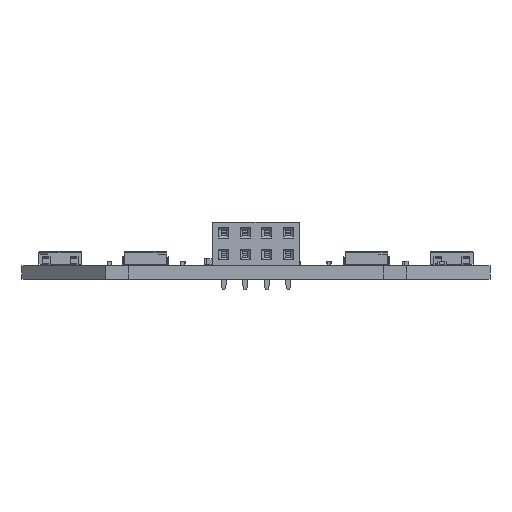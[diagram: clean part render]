
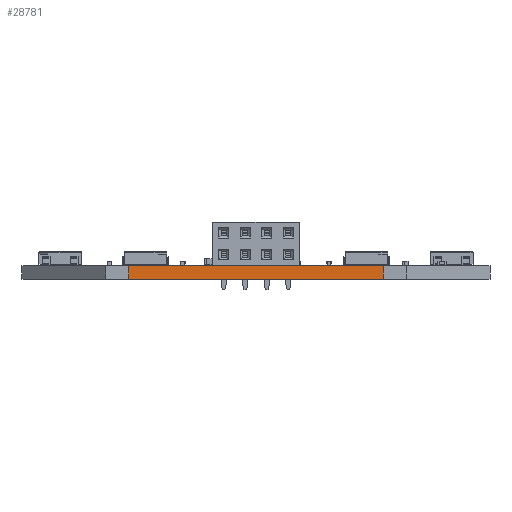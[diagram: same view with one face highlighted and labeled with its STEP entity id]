
A CAD part, front view. The second image highlights one B-rep face of the part: STEP entity #28781.
In plain terms, the highlighted planar face has unit normal (0, -1, 0).
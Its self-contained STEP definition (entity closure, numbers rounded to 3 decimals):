
#28781 = ADVANCED_FACE('',(#28782),#28796,.F.);
#28782 = FACE_BOUND('',#28783,.F.);
#28783 = EDGE_LOOP('',(#28784,#28819,#28847,#28875));
#28784 = ORIENTED_EDGE('',*,*,#28785,.T.);
#28785 = EDGE_CURVE('',#28786,#28788,#28790,.T.);
#28786 = VERTEX_POINT('',#28787);
#28787 = CARTESIAN_POINT('',(-15.,-81.631,0.));
#28788 = VERTEX_POINT('',#28789);
#28789 = CARTESIAN_POINT('',(-15.,-81.631,1.6));
#28790 = SURFACE_CURVE('',#28791,(#28795,#28807),.PCURVE_S1.);
#28791 = LINE('',#28792,#28793);
#28792 = CARTESIAN_POINT('',(-15.,-81.631,0.));
#28793 = VECTOR('',#28794,1.);
#28794 = DIRECTION('',(0.,0.,1.));
#28795 = PCURVE('',#28796,#28801);
#28796 = PLANE('',#28797);
#28797 = AXIS2_PLACEMENT_3D('',#28798,#28799,#28800);
#28798 = CARTESIAN_POINT('',(-15.,-81.631,0.));
#28799 = DIRECTION('',(0.,1.,0.));
#28800 = DIRECTION('',(1.,0.,0.));
#28801 = DEFINITIONAL_REPRESENTATION('',(#28802),#28806);
#28802 = LINE('',#28803,#28804);
#28803 = CARTESIAN_POINT('',(0.,0.));
#28804 = VECTOR('',#28805,1.);
#28805 = DIRECTION('',(0.,-1.));
#28806 = ( GEOMETRIC_REPRESENTATION_CONTEXT(2) 
PARAMETRIC_REPRESENTATION_CONTEXT() REPRESENTATION_CONTEXT('2D SPACE',''
  ) );
#28807 = PCURVE('',#28808,#28813);
#28808 = PLANE('',#28809);
#28809 = AXIS2_PLACEMENT_3D('',#28810,#28811,#28812);
#28810 = CARTESIAN_POINT('',(-15.,-50.631,0.));
#28811 = DIRECTION('',(1.,0.,-0.));
#28812 = DIRECTION('',(0.,-1.,0.));
#28813 = DEFINITIONAL_REPRESENTATION('',(#28814),#28818);
#28814 = LINE('',#28815,#28816);
#28815 = CARTESIAN_POINT('',(31.,0.));
#28816 = VECTOR('',#28817,1.);
#28817 = DIRECTION('',(0.,-1.));
#28818 = ( GEOMETRIC_REPRESENTATION_CONTEXT(2) 
PARAMETRIC_REPRESENTATION_CONTEXT() REPRESENTATION_CONTEXT('2D SPACE',''
  ) );
#28819 = ORIENTED_EDGE('',*,*,#28820,.T.);
#28820 = EDGE_CURVE('',#28788,#28821,#28823,.T.);
#28821 = VERTEX_POINT('',#28822);
#28822 = CARTESIAN_POINT('',(15.,-81.631,1.6));
#28823 = SURFACE_CURVE('',#28824,(#28828,#28835),.PCURVE_S1.);
#28824 = LINE('',#28825,#28826);
#28825 = CARTESIAN_POINT('',(-15.,-81.631,1.6));
#28826 = VECTOR('',#28827,1.);
#28827 = DIRECTION('',(1.,0.,0.));
#28828 = PCURVE('',#28796,#28829);
#28829 = DEFINITIONAL_REPRESENTATION('',(#28830),#28834);
#28830 = LINE('',#28831,#28832);
#28831 = CARTESIAN_POINT('',(0.,-1.6));
#28832 = VECTOR('',#28833,1.);
#28833 = DIRECTION('',(1.,0.));
#28834 = ( GEOMETRIC_REPRESENTATION_CONTEXT(2) 
PARAMETRIC_REPRESENTATION_CONTEXT() REPRESENTATION_CONTEXT('2D SPACE',''
  ) );
#28835 = PCURVE('',#28836,#28841);
#28836 = PLANE('',#28837);
#28837 = AXIS2_PLACEMENT_3D('',#28838,#28839,#28840);
#28838 = CARTESIAN_POINT('',(0.,-13.95,1.6));
#28839 = DIRECTION('',(0.,0.,1.));
#28840 = DIRECTION('',(1.,0.,-0.));
#28841 = DEFINITIONAL_REPRESENTATION('',(#28842),#28846);
#28842 = LINE('',#28843,#28844);
#28843 = CARTESIAN_POINT('',(-15.,-67.681));
#28844 = VECTOR('',#28845,1.);
#28845 = DIRECTION('',(1.,0.));
#28846 = ( GEOMETRIC_REPRESENTATION_CONTEXT(2) 
PARAMETRIC_REPRESENTATION_CONTEXT() REPRESENTATION_CONTEXT('2D SPACE',''
  ) );
#28847 = ORIENTED_EDGE('',*,*,#28848,.F.);
#28848 = EDGE_CURVE('',#28849,#28821,#28851,.T.);
#28849 = VERTEX_POINT('',#28850);
#28850 = CARTESIAN_POINT('',(15.,-81.631,0.));
#28851 = SURFACE_CURVE('',#28852,(#28856,#28863),.PCURVE_S1.);
#28852 = LINE('',#28853,#28854);
#28853 = CARTESIAN_POINT('',(15.,-81.631,0.));
#28854 = VECTOR('',#28855,1.);
#28855 = DIRECTION('',(0.,0.,1.));
#28856 = PCURVE('',#28796,#28857);
#28857 = DEFINITIONAL_REPRESENTATION('',(#28858),#28862);
#28858 = LINE('',#28859,#28860);
#28859 = CARTESIAN_POINT('',(30.,0.));
#28860 = VECTOR('',#28861,1.);
#28861 = DIRECTION('',(0.,-1.));
#28862 = ( GEOMETRIC_REPRESENTATION_CONTEXT(2) 
PARAMETRIC_REPRESENTATION_CONTEXT() REPRESENTATION_CONTEXT('2D SPACE',''
  ) );
#28863 = PCURVE('',#28864,#28869);
#28864 = PLANE('',#28865);
#28865 = AXIS2_PLACEMENT_3D('',#28866,#28867,#28868);
#28866 = CARTESIAN_POINT('',(15.,-81.631,0.));
#28867 = DIRECTION('',(-1.,0.,0.));
#28868 = DIRECTION('',(0.,1.,0.));
#28869 = DEFINITIONAL_REPRESENTATION('',(#28870),#28874);
#28870 = LINE('',#28871,#28872);
#28871 = CARTESIAN_POINT('',(0.,0.));
#28872 = VECTOR('',#28873,1.);
#28873 = DIRECTION('',(0.,-1.));
#28874 = ( GEOMETRIC_REPRESENTATION_CONTEXT(2) 
PARAMETRIC_REPRESENTATION_CONTEXT() REPRESENTATION_CONTEXT('2D SPACE',''
  ) );
#28875 = ORIENTED_EDGE('',*,*,#28876,.F.);
#28876 = EDGE_CURVE('',#28786,#28849,#28877,.T.);
#28877 = SURFACE_CURVE('',#28878,(#28882,#28889),.PCURVE_S1.);
#28878 = LINE('',#28879,#28880);
#28879 = CARTESIAN_POINT('',(-15.,-81.631,0.));
#28880 = VECTOR('',#28881,1.);
#28881 = DIRECTION('',(1.,0.,0.));
#28882 = PCURVE('',#28796,#28883);
#28883 = DEFINITIONAL_REPRESENTATION('',(#28884),#28888);
#28884 = LINE('',#28885,#28886);
#28885 = CARTESIAN_POINT('',(0.,0.));
#28886 = VECTOR('',#28887,1.);
#28887 = DIRECTION('',(1.,0.));
#28888 = ( GEOMETRIC_REPRESENTATION_CONTEXT(2) 
PARAMETRIC_REPRESENTATION_CONTEXT() REPRESENTATION_CONTEXT('2D SPACE',''
  ) );
#28889 = PCURVE('',#28890,#28895);
#28890 = PLANE('',#28891);
#28891 = AXIS2_PLACEMENT_3D('',#28892,#28893,#28894);
#28892 = CARTESIAN_POINT('',(0.,-13.95,0.));
#28893 = DIRECTION('',(0.,0.,1.));
#28894 = DIRECTION('',(1.,0.,-0.));
#28895 = DEFINITIONAL_REPRESENTATION('',(#28896),#28900);
#28896 = LINE('',#28897,#28898);
#28897 = CARTESIAN_POINT('',(-15.,-67.681));
#28898 = VECTOR('',#28899,1.);
#28899 = DIRECTION('',(1.,0.));
#28900 = ( GEOMETRIC_REPRESENTATION_CONTEXT(2) 
PARAMETRIC_REPRESENTATION_CONTEXT() REPRESENTATION_CONTEXT('2D SPACE',''
  ) );
